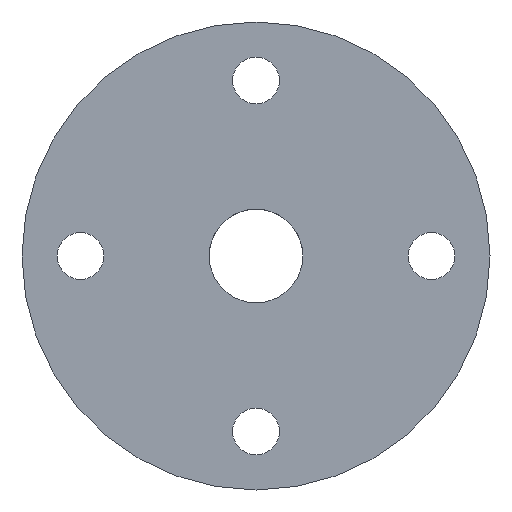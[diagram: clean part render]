
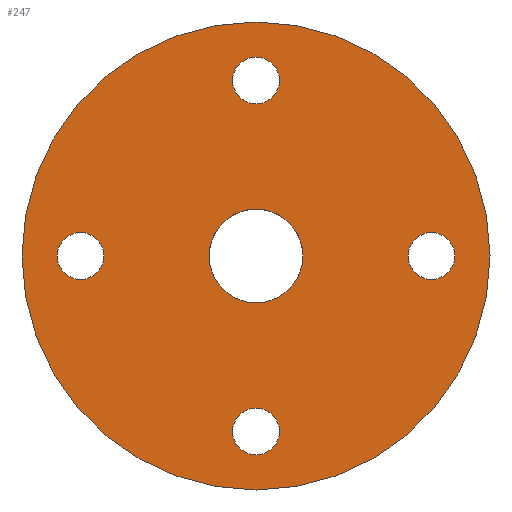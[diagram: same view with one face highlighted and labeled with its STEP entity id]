
A CAD part, front view. The second image highlights one B-rep face of the part: STEP entity #247.
In plain terms, the highlighted planar face has unit normal (0, -1, 0).
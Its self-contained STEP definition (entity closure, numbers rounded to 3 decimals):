
#17=PLANE('',#287);
#28=FACE_BOUND('',#81,.T.);
#29=FACE_BOUND('',#82,.T.);
#30=FACE_BOUND('',#83,.T.);
#31=FACE_BOUND('',#84,.T.);
#32=FACE_BOUND('',#85,.T.);
#34=CIRCLE('',#266,4.);
#38=CIRCLE('',#273,2.);
#40=CIRCLE('',#276,2.);
#42=CIRCLE('',#279,2.);
#44=CIRCLE('',#282,2.);
#46=CIRCLE('',#285,20.);
#58=FACE_OUTER_BOUND('',#80,.T.);
#80=EDGE_LOOP('',(#221));
#81=EDGE_LOOP('',(#222));
#82=EDGE_LOOP('',(#223));
#83=EDGE_LOOP('',(#224));
#84=EDGE_LOOP('',(#225));
#85=EDGE_LOOP('',(#226));
#121=VERTEX_POINT('',#511);
#125=VERTEX_POINT('',#524);
#127=VERTEX_POINT('',#530);
#129=VERTEX_POINT('',#536);
#131=VERTEX_POINT('',#542);
#133=VERTEX_POINT('',#548);
#146=EDGE_CURVE('',#121,#121,#34,.T.);
#152=EDGE_CURVE('',#125,#125,#38,.T.);
#155=EDGE_CURVE('',#127,#127,#40,.T.);
#158=EDGE_CURVE('',#129,#129,#42,.T.);
#161=EDGE_CURVE('',#131,#131,#44,.T.);
#164=EDGE_CURVE('',#133,#133,#46,.T.);
#221=ORIENTED_EDGE('',*,*,#164,.F.);
#222=ORIENTED_EDGE('',*,*,#146,.T.);
#223=ORIENTED_EDGE('',*,*,#161,.F.);
#224=ORIENTED_EDGE('',*,*,#158,.F.);
#225=ORIENTED_EDGE('',*,*,#155,.F.);
#226=ORIENTED_EDGE('',*,*,#152,.F.);
#247=ADVANCED_FACE('',(#58,#28,#29,#30,#31,#32),#17,.F.);
#266=AXIS2_PLACEMENT_3D('',#513,#301,#302);
#273=AXIS2_PLACEMENT_3D('',#526,#317,#318);
#276=AXIS2_PLACEMENT_3D('',#532,#324,#325);
#279=AXIS2_PLACEMENT_3D('',#538,#331,#332);
#282=AXIS2_PLACEMENT_3D('',#544,#338,#339);
#285=AXIS2_PLACEMENT_3D('',#550,#345,#346);
#287=AXIS2_PLACEMENT_3D('',#552,#349,#350);
#301=DIRECTION('center_axis',(0.,1.,0.));
#302=DIRECTION('ref_axis',(-1.,0.,0.));
#317=DIRECTION('center_axis',(0.,-1.,0.));
#318=DIRECTION('ref_axis',(1.,0.,0.));
#324=DIRECTION('center_axis',(0.,-1.,0.));
#325=DIRECTION('ref_axis',(1.,0.,0.));
#331=DIRECTION('center_axis',(0.,-1.,0.));
#332=DIRECTION('ref_axis',(1.,0.,0.));
#338=DIRECTION('center_axis',(0.,-1.,0.));
#339=DIRECTION('ref_axis',(1.,0.,0.));
#345=DIRECTION('center_axis',(0.,1.,0.));
#346=DIRECTION('ref_axis',(1.,0.,0.));
#349=DIRECTION('center_axis',(0.,1.,0.));
#350=DIRECTION('ref_axis',(1.,0.,0.));
#511=CARTESIAN_POINT('',(4.,0.,0.));
#513=CARTESIAN_POINT('Origin',(0.,0.,0.));
#524=CARTESIAN_POINT('',(-2.,0.,-15.));
#526=CARTESIAN_POINT('Origin',(0.,0.,-15.));
#530=CARTESIAN_POINT('',(13.,0.,0.));
#532=CARTESIAN_POINT('Origin',(15.,0.,0.));
#536=CARTESIAN_POINT('',(-17.,0.,0.));
#538=CARTESIAN_POINT('Origin',(-15.,0.,0.));
#542=CARTESIAN_POINT('',(-2.,0.,15.));
#544=CARTESIAN_POINT('Origin',(0.,0.,15.));
#548=CARTESIAN_POINT('',(-20.,0.,0.));
#550=CARTESIAN_POINT('Origin',(0.,0.,0.));
#552=CARTESIAN_POINT('Origin',(0.,0.,0.));
